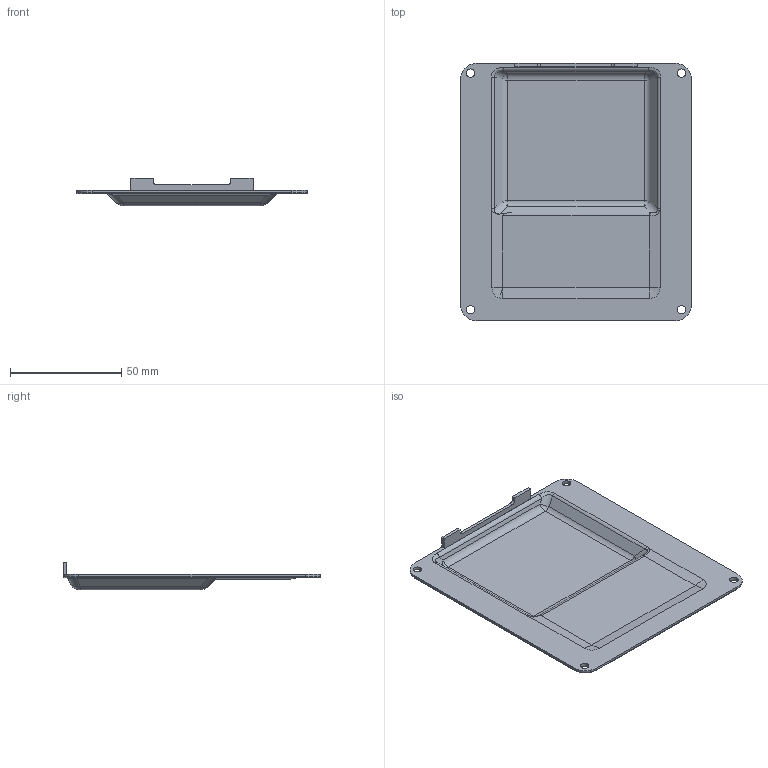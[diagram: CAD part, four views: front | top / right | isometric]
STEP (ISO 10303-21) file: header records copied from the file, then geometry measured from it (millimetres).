
FILE_DESCRIPTION(('FreeCAD Model'),'2;1');
FILE_NAME('Open CASCADE Shape Model','2024-03-14T08:55:54',(''),(''), 'Open CASCADE STEP processor 7.6','FreeCAD','Unknown');
FILE_SCHEMA(('AUTOMOTIVE_DESIGN { 1 0 10303 214 1 1 1 1 }'));
Length unit declared in the file: millimetre
Products named in the file (1): Admi14B04CF0ljq004
Bounding box: 103.8 x 115.8 x 12.5 mm (x, y, z)
Volume: 19060.7 mm3; surface area: 26089.1 mm2
Topology: 1 solids, 1 shells, 98 faces, 246 edges, 140 vertices
Faces by surface type: cylinder 40, plane 32, bspline 10, sphere 8, cone 4, torus 4
Full cylindrical faces by diameter (mm): 3.8 x4
Entity records: 3028 total; most frequent: CARTESIAN_POINT 712, DIRECTION 501, ORIENTED_EDGE 468, EDGE_CURVE 234, AXIS2_PLACEMENT_3D 190, VERTEX_POINT 140, LINE 121, VECTOR 121
